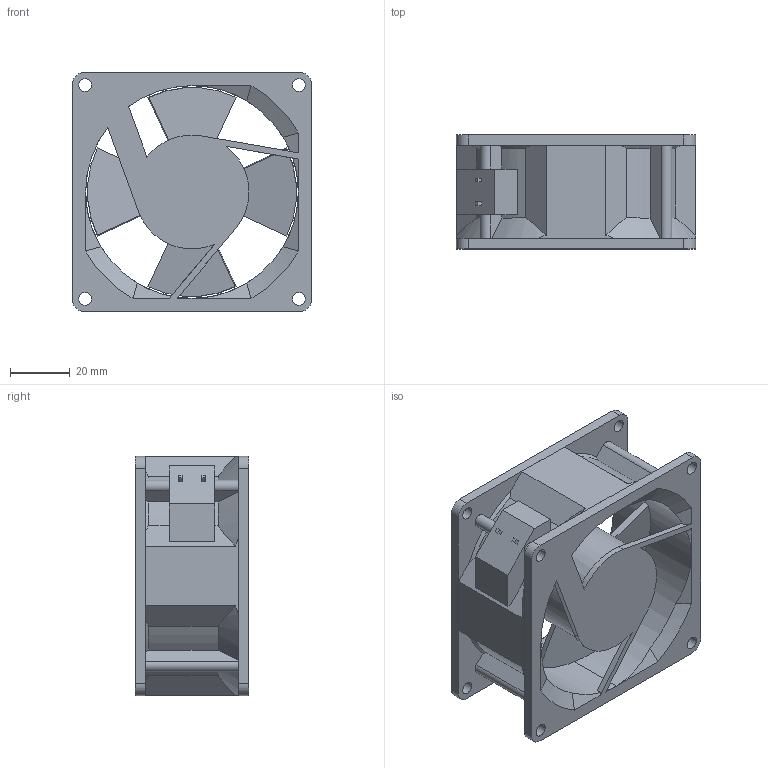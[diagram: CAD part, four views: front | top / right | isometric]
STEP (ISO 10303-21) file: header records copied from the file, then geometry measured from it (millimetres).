
FILE_DESCRIPTION(('starvars output'),'2;1');
FILE_NAME('3115FS-12T-B00-A00_3D.stp','14:04:23 2012/10/17',( 'Thomas Industrial Network Germany GmbH'),( 'Thomas Industrial Network Germany GmbH'),'unknown preprocess','ACIS' ,'unknown authorization');
FILE_SCHEMA(('AUTOMOTIVE_DESIGN_CC2 {UNKNOWN IMPLEMENTATION LEVEL}'));
Length unit declared in the file: millimetre
Products named in the file (1): PRODUCT_ID_1
Bounding box: 80 x 38 x 80 mm (x, y, z)
Volume: 88801.8 mm3; surface area: 38572.8 mm2
Topology: 1 solids, 1 shells, 154 faces, 437 edges, 290 vertices
Faces by surface type: plane 83, cylinder 50, cone 21
Entity records: 5763 total; most frequent: ORIENTED_EDGE 874, CARTESIAN_POINT 852, DIRECTION 623, EDGE_CURVE 437, VERTEX_POINT 290, VECTOR 225, LINE 225, AXIS2_PLACEMENT_3D 199
